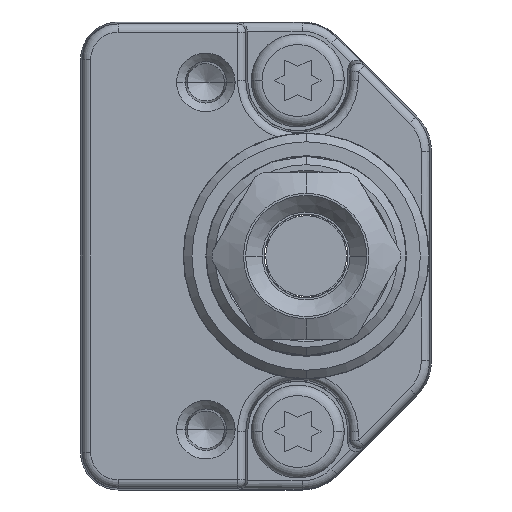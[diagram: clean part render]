
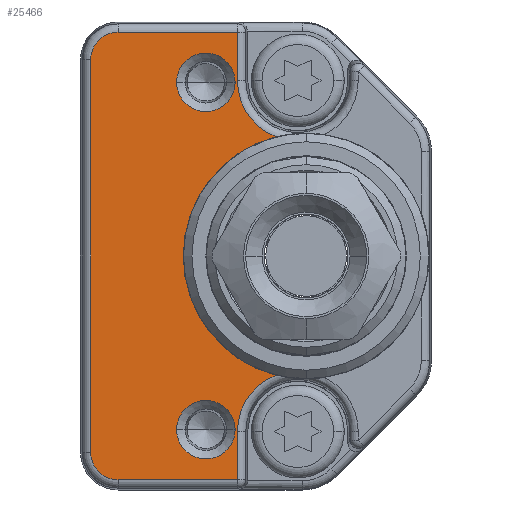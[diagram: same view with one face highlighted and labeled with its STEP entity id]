
A CAD part, left-side view. The second image highlights one B-rep face of the part: STEP entity #25466.
In plain terms, the highlighted planar face has unit normal (-1, 0, 0).
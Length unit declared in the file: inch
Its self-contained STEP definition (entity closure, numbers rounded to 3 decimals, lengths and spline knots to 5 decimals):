
#2481=DIRECTION('',(0.,0.,1.));
#2482=VECTOR('',#2481,0.11381);
#2483=CARTESIAN_POINT('',(-0.51181,0.45723,
-0.5272));
#2484=LINE('',#2483,#2482);
#2485=DIRECTION('',(0.,-1.,0.));
#2486=VECTOR('',#2485,0.28096);
#2487=CARTESIAN_POINT('',(-0.51181,0.73819,
-0.5272));
#2488=LINE('',#2487,#2486);
#2489=CARTESIAN_POINT('',(-0.51181,0.73819,
-0.4626));
#2490=DIRECTION('',(-1.,0.,0.));
#2491=DIRECTION('',(0.,1.,0.));
#2492=AXIS2_PLACEMENT_3D('',#2489,#2490,#2491);
#2494=DIRECTION('',(0.,0.,-1.));
#2495=VECTOR('',#2494,0.9252);
#2496=CARTESIAN_POINT('',(-0.51181,0.80279,
0.4626));
#2497=LINE('',#2496,#2495);
#2498=CARTESIAN_POINT('',(-0.51181,0.73819,
0.4626));
#2499=DIRECTION('',(-1.,0.,0.));
#2500=DIRECTION('',(0.,0.,1.));
#2501=AXIS2_PLACEMENT_3D('',#2498,#2499,#2500);
#2503=DIRECTION('',(0.,1.,0.));
#2504=VECTOR('',#2503,0.28096);
#2505=CARTESIAN_POINT('',(-0.51181,0.45723,
0.5272));
#2506=LINE('',#2505,#2504);
#2507=DIRECTION('',(0.,0.,1.));
#2508=VECTOR('',#2507,0.11381);
#2509=CARTESIAN_POINT('',(-0.51181,0.45723,
0.41339));
#2510=LINE('',#2509,#2508);
#2511=CARTESIAN_POINT('',(-0.51181,0.31496,
0.41339));
#2512=DIRECTION('',(1.,0.,0.));
#2513=DIRECTION('',(0.,0.359,-0.933));
#2514=AXIS2_PLACEMENT_3D('',#2511,#2512,#2513);
#2516=CARTESIAN_POINT('',(-0.51181,0.29528,0.));
#2517=DIRECTION('',(-1.,0.,0.));
#2518=DIRECTION('',(0.,0.244,0.97));
#2519=AXIS2_PLACEMENT_3D('',#2516,#2517,#2518);
#2521=CARTESIAN_POINT('',(-0.51181,0.31496,
-0.41339));
#2522=DIRECTION('',(1.,0.,0.));
#2523=DIRECTION('',(0.,1.,0.));
#2524=AXIS2_PLACEMENT_3D('',#2521,#2522,#2523);
#2526=CARTESIAN_POINT('',(-0.51181,0.5315,
-0.40915));
#2527=DIRECTION('',(1.,0.,0.));
#2528=DIRECTION('',(0.,-1.,0.));
#2529=AXIS2_PLACEMENT_3D('',#2526,#2527,#2528);
#2531=CARTESIAN_POINT('',(-0.51181,0.5315,
-0.40915));
#2532=DIRECTION('',(1.,0.,0.));
#2533=DIRECTION('',(0.,1.,0.));
#2534=AXIS2_PLACEMENT_3D('',#2531,#2532,#2533);
#2536=CARTESIAN_POINT('',(-0.51181,0.5315,
0.40915));
#2537=DIRECTION('',(1.,0.,0.));
#2538=DIRECTION('',(0.,-1.,0.));
#2539=AXIS2_PLACEMENT_3D('',#2536,#2537,#2538);
#2541=CARTESIAN_POINT('',(-0.51181,0.5315,
0.40915));
#2542=DIRECTION('',(1.,0.,0.));
#2543=DIRECTION('',(0.,1.,0.));
#2544=AXIS2_PLACEMENT_3D('',#2541,#2542,#2543);
#19813=CARTESIAN_POINT('',(-0.51181,0.80279,
-0.4626));
#19814=CARTESIAN_POINT('',(-0.51181,0.73819,
-0.5272));
#19815=VERTEX_POINT('',#19813);
#19816=VERTEX_POINT('',#19814);
#19821=CARTESIAN_POINT('',(-0.51181,0.80279,
0.4626));
#19822=VERTEX_POINT('',#19821);
#19825=CARTESIAN_POINT('',(-0.51181,0.73819,
0.5272));
#19826=VERTEX_POINT('',#19825);
#19853=CARTESIAN_POINT('',(-0.51181,0.45723,
-0.5272));
#19854=CARTESIAN_POINT('',(-0.51181,0.45723,
-0.41339));
#19855=VERTEX_POINT('',#19853);
#19856=VERTEX_POINT('',#19854);
#19878=CARTESIAN_POINT('',(-0.51181,0.366,
-0.28059));
#19879=VERTEX_POINT('',#19878);
#19894=CARTESIAN_POINT('',(-0.51181,0.45723,
0.41339));
#19895=CARTESIAN_POINT('',(-0.51181,0.45723,
0.5272));
#19896=VERTEX_POINT('',#19894);
#19897=VERTEX_POINT('',#19895);
#19918=CARTESIAN_POINT('',(-0.51181,0.366,
0.28059));
#19919=VERTEX_POINT('',#19918);
#19962=CARTESIAN_POINT('',(-0.51181,0.4626,
-0.40915));
#19963=CARTESIAN_POINT('',(-0.51181,0.60039,
-0.40915));
#19964=VERTEX_POINT('',#19962);
#19965=VERTEX_POINT('',#19963);
#19970=CARTESIAN_POINT('',(-0.51181,0.4626,
0.40915));
#19971=CARTESIAN_POINT('',(-0.51181,0.60039,
0.40915));
#19972=VERTEX_POINT('',#19970);
#19973=VERTEX_POINT('',#19971);
#25429=CARTESIAN_POINT('',(-0.51181,0.,0.));
#25430=DIRECTION('',(-1.,0.,0.));
#25431=DIRECTION('',(0.,0.,1.));
#25432=AXIS2_PLACEMENT_3D('',#25429,#25430,#25431);
#25433=PLANE('',#25432);
#25435=ORIENTED_EDGE('',*,*,#25434,.F.);
#25437=ORIENTED_EDGE('',*,*,#25436,.F.);
#25439=ORIENTED_EDGE('',*,*,#25438,.F.);
#25441=ORIENTED_EDGE('',*,*,#25440,.F.);
#25443=ORIENTED_EDGE('',*,*,#25442,.F.);
#25445=ORIENTED_EDGE('',*,*,#25444,.F.);
#25446=ORIENTED_EDGE('',*,*,#25420,.F.);
#25447=ORIENTED_EDGE('',*,*,#25378,.F.);
#25449=ORIENTED_EDGE('',*,*,#25448,.T.);
#25451=ORIENTED_EDGE('',*,*,#25450,.F.);
#25452=EDGE_LOOP('',(#25435,#25437,#25439,#25441,#25443,#25445,#25446,#25447,
#25449,#25451));
#25453=FACE_OUTER_BOUND('',#25452,.F.);
#25455=ORIENTED_EDGE('',*,*,#25454,.F.);
#25457=ORIENTED_EDGE('',*,*,#25456,.F.);
#25458=EDGE_LOOP('',(#25455,#25457));
#25459=FACE_BOUND('',#25458,.F.);
#25461=ORIENTED_EDGE('',*,*,#25460,.F.);
#25463=ORIENTED_EDGE('',*,*,#25462,.F.);
#25464=EDGE_LOOP('',(#25461,#25463));
#25465=FACE_BOUND('',#25464,.F.);
#25466=ADVANCED_FACE('',(#25453,#25459,#25465),#25433,.T.);
#2493=CIRCLE('',#2492,0.0646);
#2502=CIRCLE('',#2501,0.0646);
#2515=CIRCLE('',#2514,0.14227);
#2520=CIRCLE('',#2519,0.28937);
#2525=CIRCLE('',#2524,0.14227);
#2530=CIRCLE('',#2529,0.0689);
#2535=CIRCLE('',#2534,0.0689);
#2540=CIRCLE('',#2539,0.0689);
#2545=CIRCLE('',#2544,0.0689);
#25378=EDGE_CURVE('',#19919,#19896,#2515,.T.);
#25420=EDGE_CURVE('',#19896,#19897,#2510,.T.);
#25434=EDGE_CURVE('',#19855,#19856,#2484,.T.);
#25436=EDGE_CURVE('',#19816,#19855,#2488,.T.);
#25438=EDGE_CURVE('',#19815,#19816,#2493,.T.);
#25440=EDGE_CURVE('',#19822,#19815,#2497,.T.);
#25442=EDGE_CURVE('',#19826,#19822,#2502,.T.);
#25444=EDGE_CURVE('',#19897,#19826,#2506,.T.);
#25448=EDGE_CURVE('',#19919,#19879,#2520,.T.);
#25450=EDGE_CURVE('',#19856,#19879,#2525,.T.);
#25454=EDGE_CURVE('',#19964,#19965,#2530,.T.);
#25456=EDGE_CURVE('',#19965,#19964,#2535,.T.);
#25460=EDGE_CURVE('',#19972,#19973,#2540,.T.);
#25462=EDGE_CURVE('',#19973,#19972,#2545,.T.);
